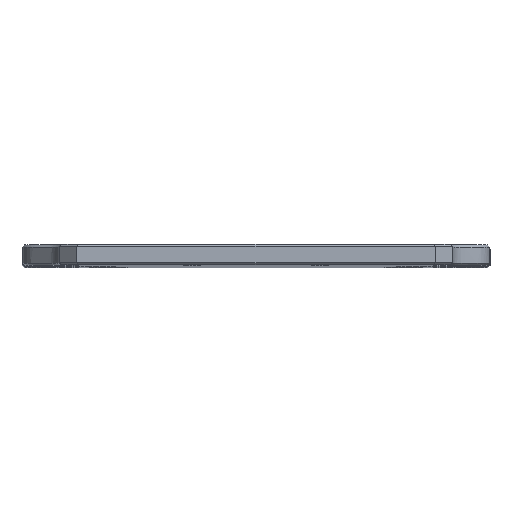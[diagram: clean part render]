
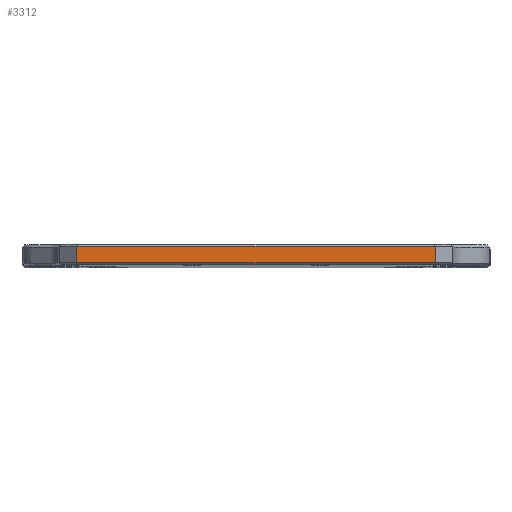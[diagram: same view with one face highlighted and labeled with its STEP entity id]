
A CAD part, top view. The second image highlights one B-rep face of the part: STEP entity #3312.
In plain terms, the highlighted planar face has unit normal (0, 0, 1).
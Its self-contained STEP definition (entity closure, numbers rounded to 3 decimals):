
#470=FACE_OUTER_BOUND('',#714,.T.);
#714=EDGE_LOOP('',(#3021,#3022,#3023,#3024));
#815=LINE('',#4972,#1119);
#951=LINE('',#6620,#1255);
#1072=LINE('',#7503,#1376);
#1073=LINE('',#7505,#1377);
#1119=VECTOR('',#3667,10.);
#1255=VECTOR('',#4055,10.);
#1376=VECTOR('',#4418,10.);
#1377=VECTOR('',#4421,10.);
#1419=VERTEX_POINT('',#4965);
#1421=VERTEX_POINT('',#4971);
#1597=VERTEX_POINT('',#6615);
#1598=VERTEX_POINT('',#6619);
#1706=EDGE_CURVE('',#1421,#1419,#815,.T.);
#1953=EDGE_CURVE('',#1598,#1597,#951,.T.);
#2106=EDGE_CURVE('',#1598,#1419,#1072,.T.);
#2107=EDGE_CURVE('',#1597,#1421,#1073,.T.);
#3021=ORIENTED_EDGE('',*,*,#1706,.F.);
#3022=ORIENTED_EDGE('',*,*,#2107,.F.);
#3023=ORIENTED_EDGE('',*,*,#1953,.F.);
#3024=ORIENTED_EDGE('',*,*,#2106,.T.);
#3116=PLANE('',#3590);
#3312=ADVANCED_FACE('',(#470),#3116,.T.);
#3590=AXIS2_PLACEMENT_3D('',#7504,#4419,#4420);
#3667=DIRECTION('',(-1.,0.,0.));
#4055=DIRECTION('',(1.,0.,0.));
#4418=DIRECTION('',(0.,-1.,0.));
#4419=DIRECTION('center_axis',(0.,0.,1.));
#4420=DIRECTION('ref_axis',(-1.,0.,0.));
#4421=DIRECTION('',(0.,-1.,0.));
#4965=CARTESIAN_POINT('',(-41.811,-29.25,26.5));
#4971=CARTESIAN_POINT('',(41.811,-29.25,26.5));
#4972=CARTESIAN_POINT('',(20.905,-29.25,26.5));
#6615=CARTESIAN_POINT('',(41.811,-25.5,26.5));
#6619=CARTESIAN_POINT('',(-41.811,-25.5,26.5));
#6620=CARTESIAN_POINT('',(20.905,-25.5,26.5));
#7503=CARTESIAN_POINT('',(-41.811,-25.,26.5));
#7504=CARTESIAN_POINT('Origin',(41.811,-25.,26.5));
#7505=CARTESIAN_POINT('',(41.811,-25.,26.5));
